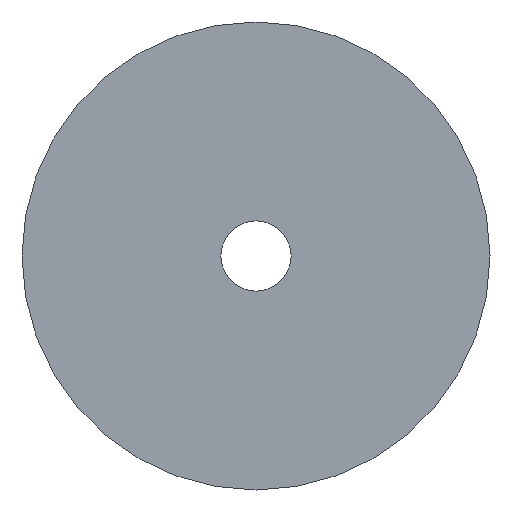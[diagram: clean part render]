
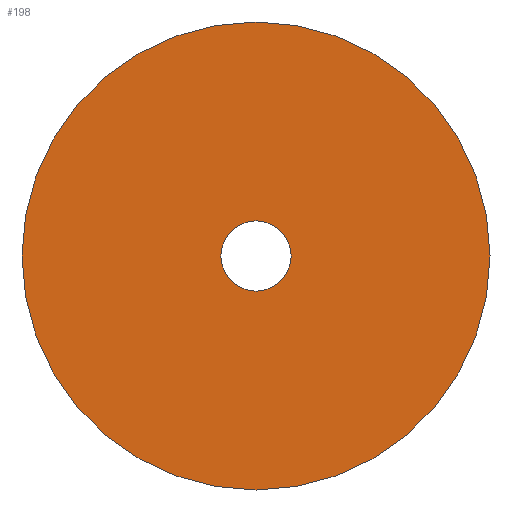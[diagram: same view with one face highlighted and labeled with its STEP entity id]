
A CAD part, front view. The second image highlights one B-rep face of the part: STEP entity #198.
In plain terms, the highlighted planar face has unit normal (0, -1, 0).
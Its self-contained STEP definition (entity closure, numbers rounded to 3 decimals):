
#18 = CARTESIAN_POINT ( 'NONE',  ( 0., 0., 1.5 ) ) ;
#29 = CIRCLE ( 'NONE', #729, 10. ) ;
#60 = DIRECTION ( 'NONE',  ( 0., 1., 0. ) ) ;
#62 = ORIENTED_EDGE ( 'NONE', *, *, #342, .F. ) ;
#100 = CIRCLE ( 'NONE', #233, 10. ) ;
#109 = EDGE_CURVE ( 'NONE', #348, #723, #329, .T. ) ;
#137 = CARTESIAN_POINT ( 'NONE',  ( 1.5, 0., 0. ) ) ;
#141 = DIRECTION ( 'NONE',  ( 0., 0., 1. ) ) ;
#144 = AXIS2_PLACEMENT_3D ( 'NONE', #442, #373, #445 ) ;
#145 = ORIENTED_EDGE ( 'NONE', *, *, #109, .T. ) ;
#152 = AXIS2_PLACEMENT_3D ( 'NONE', #137, #60, #669 ) ;
#158 = ORIENTED_EDGE ( 'NONE', *, *, #454, .T. ) ;
#176 = CARTESIAN_POINT ( 'NONE',  ( 0., 0., 0. ) ) ;
#198 = ADVANCED_FACE ( 'NONE', ( #360, #666 ), #672, .F. ) ;
#233 = AXIS2_PLACEMENT_3D ( 'NONE', #434, #757, #368 ) ;
#329 = CIRCLE ( 'NONE', #656, 1.5 ) ;
#342 = EDGE_CURVE ( 'NONE', #588, #765, #100, .T. ) ;
#348 = VERTEX_POINT ( 'NONE', #18 ) ;
#360 = FACE_OUTER_BOUND ( 'NONE', #498, .T. ) ;
#368 = DIRECTION ( 'NONE',  ( 0., 0., 1. ) ) ;
#373 = DIRECTION ( 'NONE',  ( 0., 1., 0. ) ) ;
#408 = EDGE_LOOP ( 'NONE', ( #145, #158 ) ) ;
#434 = CARTESIAN_POINT ( 'NONE',  ( 0., 0., 0. ) ) ;
#442 = CARTESIAN_POINT ( 'NONE',  ( 0., 0., 0. ) ) ;
#445 = DIRECTION ( 'NONE',  ( 0., 0., 1. ) ) ;
#454 = EDGE_CURVE ( 'NONE', #723, #348, #751, .T. ) ;
#498 = EDGE_LOOP ( 'NONE', ( #507, #62 ) ) ;
#507 = ORIENTED_EDGE ( 'NONE', *, *, #691, .F. ) ;
#547 = DIRECTION ( 'NONE',  ( 0., 1., 0. ) ) ;
#588 = VERTEX_POINT ( 'NONE', #839 ) ;
#651 = DIRECTION ( 'NONE',  ( 0., 0., 1. ) ) ;
#656 = AXIS2_PLACEMENT_3D ( 'NONE', #716, #547, #141 ) ;
#666 = FACE_BOUND ( 'NONE', #408, .T. ) ;
#669 = DIRECTION ( 'NONE',  ( 0., 0., 1. ) ) ;
#672 = PLANE ( 'NONE',  #152 ) ;
#691 = EDGE_CURVE ( 'NONE', #765, #588, #29, .T. ) ;
#698 = DIRECTION ( 'NONE',  ( 0., 1., 0. ) ) ;
#710 = CARTESIAN_POINT ( 'NONE',  ( 0., 0., -1.5 ) ) ;
#716 = CARTESIAN_POINT ( 'NONE',  ( 0., 0., 0. ) ) ;
#723 = VERTEX_POINT ( 'NONE', #710 ) ;
#729 = AXIS2_PLACEMENT_3D ( 'NONE', #176, #698, #651 ) ;
#751 = CIRCLE ( 'NONE', #144, 1.5 ) ;
#757 = DIRECTION ( 'NONE',  ( 0., 1., 0. ) ) ;
#765 = VERTEX_POINT ( 'NONE', #766 ) ;
#766 = CARTESIAN_POINT ( 'NONE',  ( 0., 0., -10. ) ) ;
#839 = CARTESIAN_POINT ( 'NONE',  ( 0., 0., 10. ) ) ;
